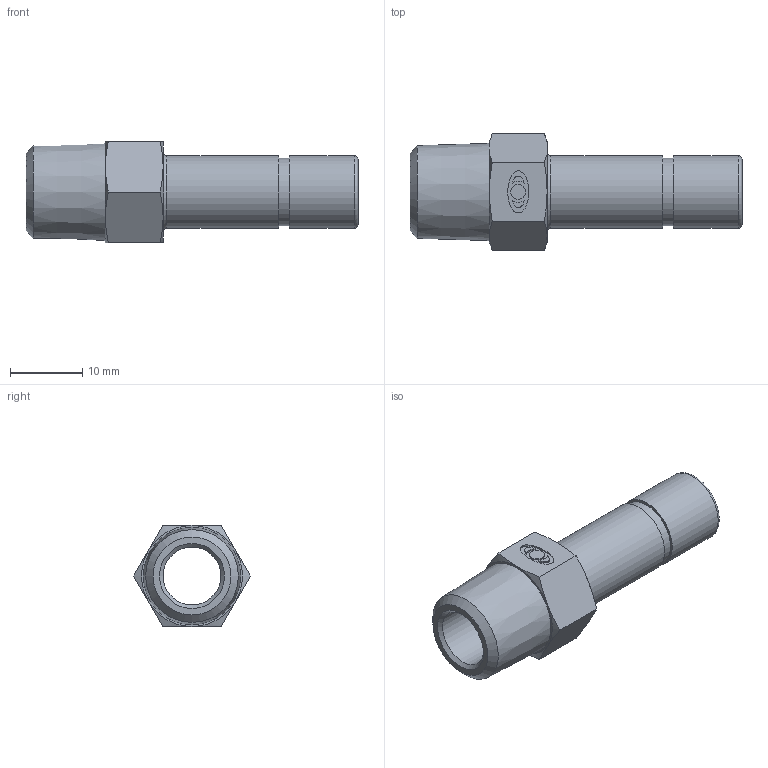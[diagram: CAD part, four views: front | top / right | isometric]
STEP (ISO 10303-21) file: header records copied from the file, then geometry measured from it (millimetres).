
FILE_DESCRIPTION((''),'2;1');
FILE_NAME('F-PCJ BODY 1002.stp','2020-11-23T08:33:19',('Administrator'),(''),'Autodesk Inventor 2013','Autodesk Inventor 2013','');
FILE_SCHEMA(('CONFIG_CONTROL_DESIGN'));
Length unit declared in the file: millimetre
Products named in the file (1): F-PCJ BODY 1002
Bounding box: 46 x 16.17 x 14 mm (x, y, z)
Volume: 2610.6 mm3; surface area: 3045.8 mm2
Topology: 1 solids, 1 shells, 93 faces, 215 edges, 138 vertices
Faces by surface type: plane 57, cone 15, bspline 12, cylinder 7, torus 2
Full cylindrical faces by diameter (mm): 2.046 x1, 8 x1, 9.3 x1, 10 x2
Entity records: 2607 total; most frequent: CARTESIAN_POINT 616, ORIENTED_EDGE 408, DIRECTION 364, EDGE_CURVE 204, VERTEX_POINT 138, VECTOR 124, LINE 124, AXIS2_PLACEMENT_3D 120
